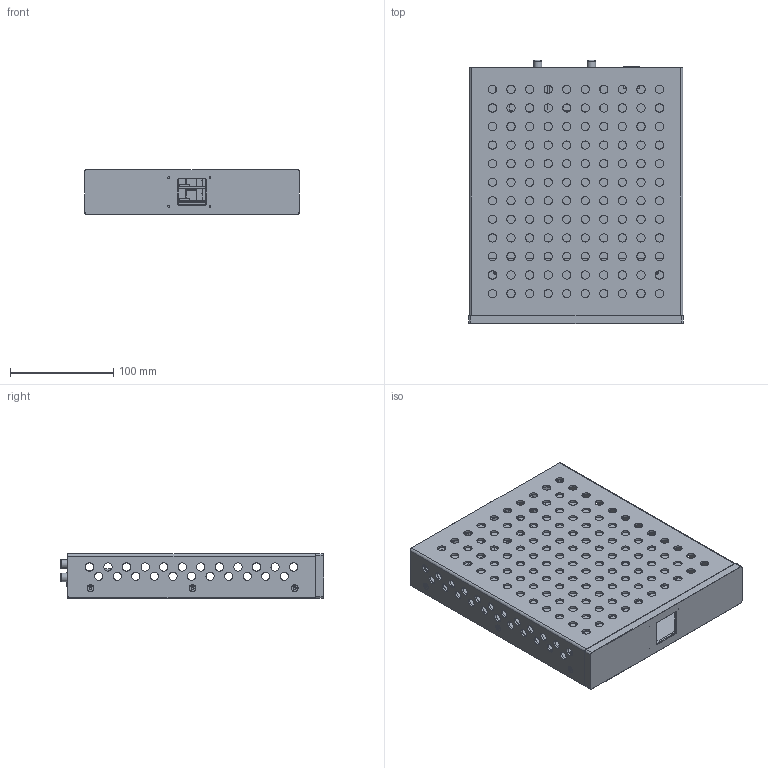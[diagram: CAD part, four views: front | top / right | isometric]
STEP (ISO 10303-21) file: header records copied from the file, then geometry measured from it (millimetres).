
FILE_DESCRIPTION(('FreeCAD Model'),'2;1');
FILE_NAME('Open CASCADE Shape Model','2025-03-25T12:48:04',(''),(''), 'Open CASCADE STEP processor 7.6','FreeCAD','Unknown');
FILE_SCHEMA(('AUTOMOTIVE_DESIGN { 1 0 10303 214 1 1 1 1 }'));
Length unit declared in the file: millimetre
Products named in the file (52): NGTC_BIB8D_complete; NGTC-BIB8D front panel; NGTC-BIB8D top cover; NGTC-BIB8D base plate001; M4 thread; M4 thread001; M3 thread; M3 thread001; M3 thread002; M3 thread003; M3 thread004; M3 thread005; M3 thread006; M3 thread007; M3 thread008; M3 thread009; NGTC-BIB8D base plate; NGTC-BIB8D backplate; NGTC-BIB8D mainboard; NGTC-BIB8D mainboard001; Body RJ45 with LED; NGT-DA-DM-MF - Input D; NGT-DA-DM-MF board; Body Coax004; Body Toslink004; NGT-DA-DM-MF - Input C; NGT-DA-DM-MF board001; Body Coax005; Body Toslink005; NGT-DA-DM-MF - Input B; NGT-DA-DM-MF board002; Body Coax006; Body Toslink006; NGT-DA-DM-MF - Input A; NGT-DA-DM-MF board003; Body Coax007; Body Toslink007; Screws; VITE_TESTA_SVASATA_TORX; VITE_TESTA_SVASATA_TORX001 ...
Assembly tree (51 placements, depth 4):
  NGTC_BIB8D_complete
    NGTC-BIB8D front panel
    NGTC-BIB8D top cover
    NGTC-BIB8D base plate001
      M4 thread
      M4 thread001
      M3 thread
      M3 thread001
      M3 thread002
      M3 thread003
      M3 thread004
      M3 thread005
      M3 thread006
      M3 thread007
      M3 thread008
      M3 thread009
      NGTC-BIB8D base plate
    NGTC-BIB8D backplate
    NGTC-BIB8D mainboard
      NGTC-BIB8D mainboard001
      Body RJ45 with LED
      NGT-DA-DM-MF - Input D
        NGT-DA-DM-MF board
        Body Coax004
        Body Toslink004
      NGT-DA-DM-MF - Input C
        NGT-DA-DM-MF board001
        Body Coax005
        Body Toslink005
      NGT-DA-DM-MF - Input B
        NGT-DA-DM-MF board002
        Body Coax006
        Body Toslink006
      NGT-DA-DM-MF - Input A
        NGT-DA-DM-MF board003
        Body Coax007
        Body Toslink007
    Screws
      VITE_TESTA_SVASATA_TORX
      VITE_TESTA_SVASATA_TORX001
      VITE_TESTA_SVASATA_TORX002
      VITE_TESTA_SVASATA_TORX003
      VITE_TESTA_SVASATA_TORX004
      VITE_TESTA_SVASATA_TORX005
      VITE_TESTA_SVASATA_TORX006
      VITE_TESTA_SVASATA_TORX007
      VITE_TESTA_SVASATA_TORX008
      VITE_TESTA_SVASATA_TORX009
      VITE_TESTA_SVASATA_TORX010
      VITE_TESTA_SVASATA_TORX011
      VITE_TESTA_SVASATA_TORX012
      VITE_TESTA_SVASATA_TORX013
Bounding box: 208 x 255.1 x 43.55 mm (x, y, z)
Volume: 386031.4 mm3; surface area: 387229.8 mm2
Topology: 44 solids, 44 shells, 1090 faces, 2672 edges, 1712 vertices
Faces by surface type: plane 504, cylinder 492, cone 90, torus 4
Full cylindrical faces by diameter (mm): 1.5 x4, 2 x4, 2.5 x4, 2.6 x8, 3 x28, 3.2 x22, 3.5 x4, 4 x10, 6 x24, 8 x168, 8.2 x4, 10.57 x4
Entity records: 70755 total; most frequent: CARTESIAN_POINT 14098, DIRECTION 10830, LINE 5992, VECTOR 5992, ORIENTED_EDGE 5344, PCURVE 5344, DEFINITIONAL_REPRESENTATION 5344, EDGE_CURVE 2672
